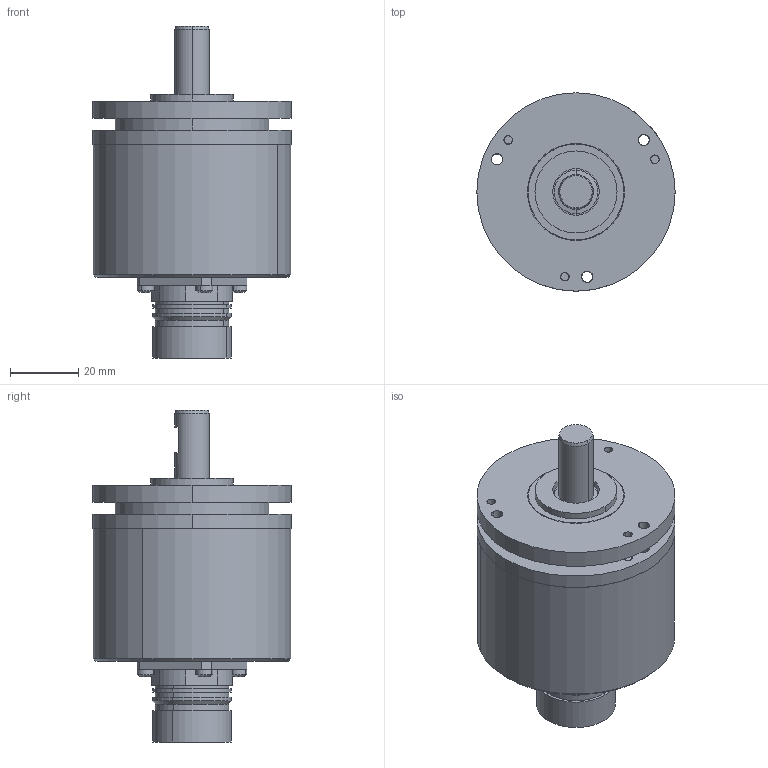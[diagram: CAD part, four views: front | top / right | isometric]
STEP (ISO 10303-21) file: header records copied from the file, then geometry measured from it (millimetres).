
FILE_DESCRIPTION((''),'2;1');
FILE_NAME('518973','2010-11-10T',('se2802'),(''),'PRO/ENGINEER BY PARAMETRIC TECHNOLOGY CORPORATION, 2010180','PRO/ENGINEER BY PARAMETRIC TECHNOLOGY CORPORATION, 2010180','');
FILE_SCHEMA(('CONFIG_CONTROL_DESIGN'));
Length unit declared in the file: millimetre
Products named in the file (1): 518973
Bounding box: 58 x 58 x 97.1 mm (x, y, z)
Volume: 84627.9 mm3; surface area: 44643.6 mm2
Topology: 2 solids, 5 shells, 1377 faces, 3727 edges, 2439 vertices
Faces by surface type: cylinder 519, plane 408, extrusion 324, cone 56, torus 56, sphere 14
Entity records: 49042 total; most frequent: CARTESIAN_POINT 14736, ORIENTED_EDGE 7450, DIRECTION 6581, EDGE_CURVE 3725, VERTEX_POINT 2439, AXIS2_PLACEMENT_3D 2411, VECTOR 1759, EDGE_LOOP 1542
